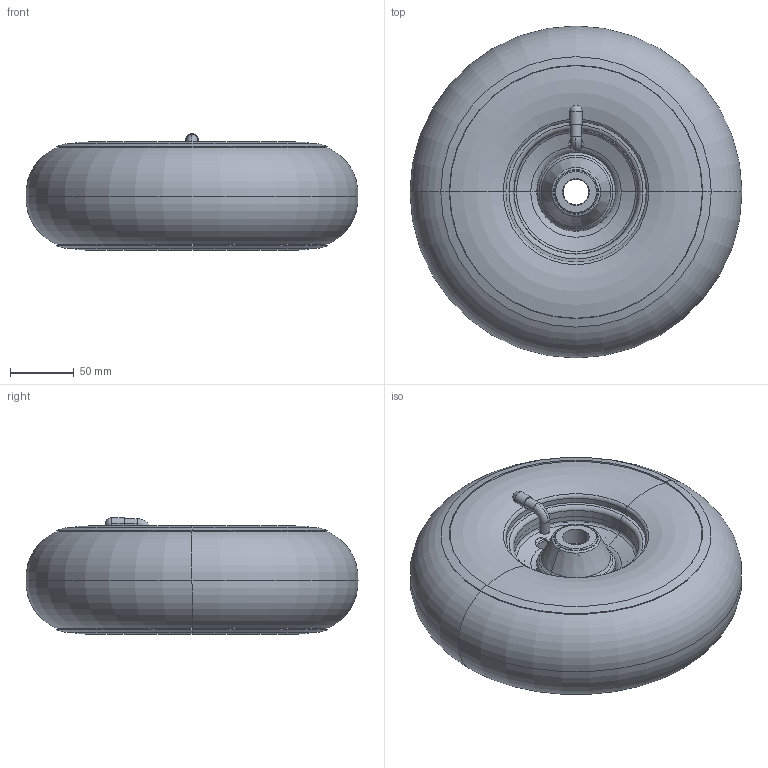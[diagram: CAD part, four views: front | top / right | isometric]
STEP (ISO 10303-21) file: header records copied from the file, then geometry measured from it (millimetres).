
FILE_DESCRIPTION (( 'STEP AP214' ), '1' );
FILE_NAME ('0022871.step', '2020-06-02T12:51:27', ( '' ), ( '' ), 'SwSTEP 2.0', 'SolidWorks 2018', '' );
FILE_SCHEMA (( 'AUTOMOTIVE_DESIGN' ));
Length unit declared in the file: millimetre
Products named in the file (1): 0022871
Bounding box: 260 x 260 x 91.35 mm (x, y, z)
Volume: 3558673.7 mm3; surface area: 528298.9 mm2
Topology: 4 solids, 7 shells, 277 faces, 567 edges, 312 vertices
Faces by surface type: torus 138, cylinder 62, cone 52, plane 24, sphere 1
Entity records: 10550 total; most frequent: DIRECTION 1554, CARTESIAN_POINT 1312, ORIENTED_EDGE 1128, AXIS2_PLACEMENT_3D 720, EDGE_CURVE 564, CIRCLE 442, VERTEX_POINT 310, EDGE_LOOP 300
